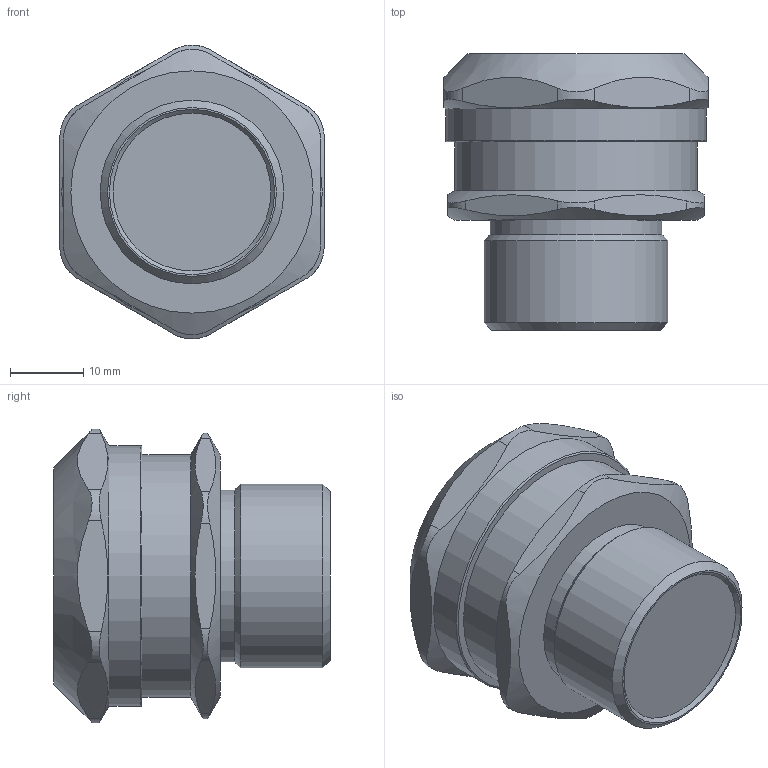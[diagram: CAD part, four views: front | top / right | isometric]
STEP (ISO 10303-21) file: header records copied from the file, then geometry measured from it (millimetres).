
FILE_DESCRIPTION(/* description */ (''),/* implementation_level */ '2;1');
FILE_NAME(/* name */ '',/* time_stamp */ '2024-07-26T10:52:45+07:00',/* author */ ('zeta-44'),/* organization */ (''),/* preprocessor_version */ 'ST-DEVELOPER v19.2',/* originating_system */ 'Autodesk Inventor 2024',/* authorisation */ '');
FILE_SCHEMA (('AUTOMOTIVE_DESIGN { 1 0 10303 214 3 1 1 }'));
Length unit declared in the file: millimetre
Products named in the file (1): Деталь9
Bounding box: 36 x 37.65 x 40.02 mm (x, y, z)
Volume: 28359.7 mm3; surface area: 5855.5 mm2
Topology: 1 solids, 1 shells, 43 faces, 109 edges, 72 vertices
Faces by surface type: plane 18, cylinder 16, cone 7, torus 2
Full cylindrical faces by diameter (mm): 23.4 x1, 25 x1, 33 x1, 35.5 x1
Entity records: 1594 total; most frequent: CARTESIAN_POINT 567, ORIENTED_EDGE 218, DIRECTION 167, EDGE_CURVE 109, VERTEX_POINT 72, AXIS2_PLACEMENT_3D 66, EDGE_LOOP 47, FACE_OUTER_BOUND 43
